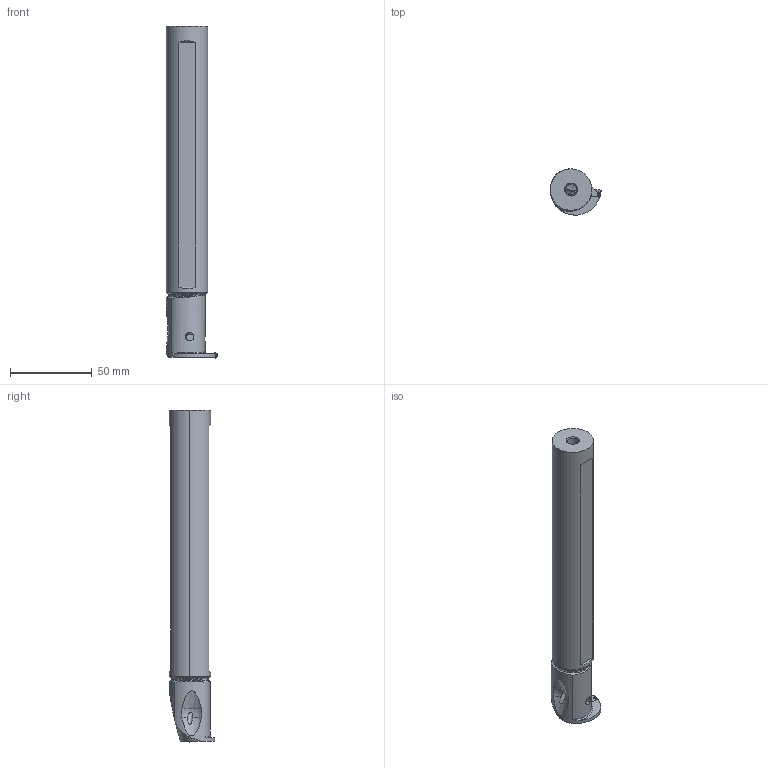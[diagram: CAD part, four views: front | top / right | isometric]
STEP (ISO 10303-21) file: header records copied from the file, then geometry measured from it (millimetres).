
FILE_DESCRIPTION(/* description */ (''),/* implementation_level */ '2;1');
FILE_NAME(/* name */ 'GYALUS16R90B-F06_CW0_125_IR0_06.stp',/* time_stamp */ '2023-03-20T14:53:24+09:00',/* author */ (''),/* organization */ (''),/* preprocessor_version */ 'ST-DEVELOPER v16',/* originating_system */ 'SIEMENS PLM Software NX 10.0',/* authorisation */ '');
FILE_SCHEMA (('AUTOMOTIVE_DESIGN { 1 0 10303 214 3 1 1 1 }'));
Length unit declared in the file: millimetre
Products named in the file (1): GYALUS16R90B-F06_CW0_125_IR0_06_ASM
Bounding box: 31.45 x 28.04 x 203.29 mm (x, y, z)
Volume: 90088.9 mm3; surface area: 21949.3 mm2
Topology: 2 solids, 2 shells, 197 faces, 607 edges, 436 vertices
Faces by surface type: cylinder 60, bspline 59, plane 47, cone 15, torus 12, sphere 2, extrusion 2
Entity records: 12160 total; most frequent: CARTESIAN_POINT 7391, ORIENTED_EDGE 1162, DIRECTION 693, EDGE_CURVE 581, VERTEX_POINT 391, B_SPLINE_CURVE_WITH_KNOTS 315, AXIS2_PLACEMENT_3D 273, EDGE_LOOP 206
